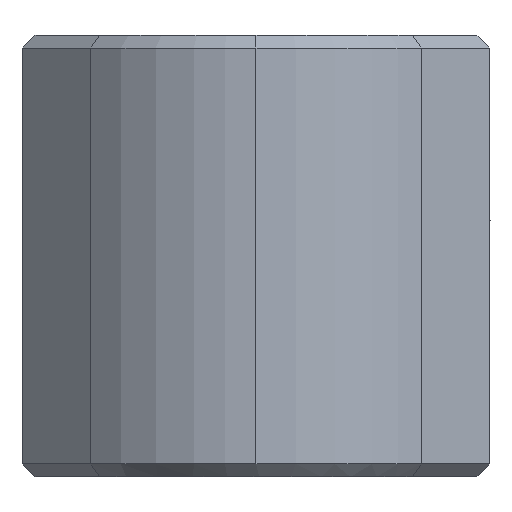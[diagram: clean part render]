
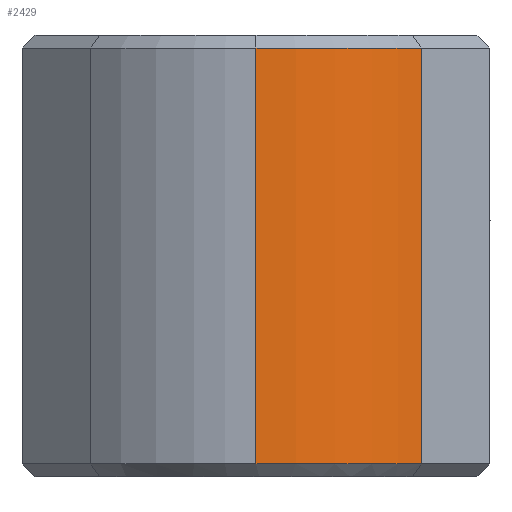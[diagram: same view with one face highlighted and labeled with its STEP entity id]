
A CAD part, left-side view. The second image highlights one B-rep face of the part: STEP entity #2429.
In plain terms, the highlighted free-form (B-spline) face has degree [1, 3] with [2, 4] control points.
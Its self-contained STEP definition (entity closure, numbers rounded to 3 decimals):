
#50 = ORIENTED_EDGE ( 'NONE', *, *, #1445, .F. ) ;
#250 = CARTESIAN_POINT ( 'NONE',  ( -35.228, 11.568, -2.411 ) ) ;
#823 = ORIENTED_EDGE ( 'NONE', *, *, #2553, .T. ) ;
#831 = CARTESIAN_POINT ( 'NONE',  ( -34.302, 9.333, 13.589 ) ) ;
#835 = CARTESIAN_POINT ( 'NONE',  ( -35.228, 11.568, 13.589 ) ) ;
#849 = CARTESIAN_POINT ( 'NONE',  ( -34.302, 9.333, 13.589 ) ) ;
#947 = CARTESIAN_POINT ( 'NONE',  ( -35.228, 13.987, -2.411 ) ) ;
#1028 =( BOUNDED_CURVE ( )  B_SPLINE_CURVE ( 3, ( #3598, #250, #2504, #2802 ),
 .UNSPECIFIED., .F., .F. ) 
 B_SPLINE_CURVE_WITH_KNOTS ( ( 4, 4 ),
 ( -3.927, -3.142 ),
 .UNSPECIFIED. ) 
 CURVE ( )  GEOMETRIC_REPRESENTATION_ITEM ( )  RATIONAL_B_SPLINE_CURVE ( ( 1., 0.949, 0.949, 1. ) ) 
 REPRESENTATION_ITEM ( '' )  );
#1314 = CARTESIAN_POINT ( 'NONE',  ( -32.592, 7.623, -2.411 ) ) ;
#1438 = EDGE_CURVE ( 'NONE', #3544, #2128, #4413, .T. ) ;
#1445 = EDGE_CURVE ( 'NONE', #3125, #3544, #4740, .T. ) ;
#1469 = CARTESIAN_POINT ( 'NONE',  ( -35.228, 13.987, 13.589 ) ) ;
#1538 = EDGE_CURVE ( 'NONE', #4438, #3125, #1825, .T. ) ;
#1788 = CARTESIAN_POINT ( 'NONE',  ( -32.592, 7.623, -2.411 ) ) ;
#1825 = B_SPLINE_CURVE_WITH_KNOTS ( 'NONE', 1,
 ( #3752, #4575 ),
 .UNSPECIFIED., .F., .F.,
 ( 2, 2 ),
 ( -1., 0. ),
 .UNSPECIFIED. ) ;
#1924 = CARTESIAN_POINT ( 'NONE',  ( -32.592, 7.623, 13.589 ) ) ;
#2128 = VERTEX_POINT ( 'NONE', #1788 ) ;
#2400 = CARTESIAN_POINT ( 'NONE',  ( -35.228, 11.568, 13.589 ) ) ;
#2429 = ADVANCED_FACE ( 'NONE', ( #4194 ), #4458, .F. ) ;
#2504 = CARTESIAN_POINT ( 'NONE',  ( -34.302, 9.333, -2.411 ) ) ;
#2553 = EDGE_CURVE ( 'NONE', #4438, #2128, #1028, .T. ) ;
#2571 = CARTESIAN_POINT ( 'NONE',  ( -35.228, 13.987, 13.589 ) ) ;
#2663 = CARTESIAN_POINT ( 'NONE',  ( -32.592, 7.623, 13.589 ) ) ;
#2683 = CARTESIAN_POINT ( 'NONE',  ( -32.592, 7.623, -2.411 ) ) ;
#2802 = CARTESIAN_POINT ( 'NONE',  ( -32.592, 7.623, -2.411 ) ) ;
#2979 = CARTESIAN_POINT ( 'NONE',  ( -32.592, 7.623, 13.589 ) ) ;
#3125 = VERTEX_POINT ( 'NONE', #2571 ) ;
#3544 = VERTEX_POINT ( 'NONE', #3940 ) ;
#3598 = CARTESIAN_POINT ( 'NONE',  ( -35.228, 13.987, -2.411 ) ) ;
#3752 = CARTESIAN_POINT ( 'NONE',  ( -35.228, 13.987, -2.411 ) ) ;
#3821 = EDGE_LOOP ( 'NONE', ( #3895, #823, #4284, #50 ) ) ;
#3895 = ORIENTED_EDGE ( 'NONE', *, *, #1538, .F. ) ;
#3940 = CARTESIAN_POINT ( 'NONE',  ( -32.592, 7.623, 13.589 ) ) ;
#4194 = FACE_OUTER_BOUND ( 'NONE', #3821, .T. ) ;
#4238 = CARTESIAN_POINT ( 'NONE',  ( -35.228, 13.987, 13.589 ) ) ;
#4284 = ORIENTED_EDGE ( 'NONE', *, *, #1438, .F. ) ;
#4413 = B_SPLINE_CURVE_WITH_KNOTS ( 'NONE', 1,
 ( #1924, #2683 ),
 .UNSPECIFIED., .F., .F.,
 ( 2, 2 ),
 ( 0., 1. ),
 .UNSPECIFIED. ) ;
#4438 = VERTEX_POINT ( 'NONE', #4566 ) ;
#4458 =( BOUNDED_SURFACE ( )  B_SPLINE_SURFACE ( 1, 3, ( 
 ( #2663, #831, #2400, #4238 ),
 ( #1314, #4597, #4615, #947 ) ),
 .UNSPECIFIED., .F., .F., .F. ) 
 B_SPLINE_SURFACE_WITH_KNOTS ( ( 2, 2 ),
 ( 4, 4 ),
 ( 0., 1. ),
 ( 0., 1. ),
 .UNSPECIFIED. ) 
 GEOMETRIC_REPRESENTATION_ITEM ( )  RATIONAL_B_SPLINE_SURFACE ( (
 ( 1., 0.949, 0.949, 1.),
 ( 1., 0.949, 0.949, 1.) ) ) 
 REPRESENTATION_ITEM ( '' )  SURFACE ( )  );
#4566 = CARTESIAN_POINT ( 'NONE',  ( -35.228, 13.987, -2.411 ) ) ;
#4575 = CARTESIAN_POINT ( 'NONE',  ( -35.228, 13.987, 13.589 ) ) ;
#4597 = CARTESIAN_POINT ( 'NONE',  ( -34.302, 9.333, -2.411 ) ) ;
#4615 = CARTESIAN_POINT ( 'NONE',  ( -35.228, 11.568, -2.411 ) ) ;
#4740 =( BOUNDED_CURVE ( )  B_SPLINE_CURVE ( 3, ( #1469, #835, #849, #2979 ),
 .UNSPECIFIED., .F., .F. ) 
 B_SPLINE_CURVE_WITH_KNOTS ( ( 4, 4 ),
 ( -3.927, -3.142 ),
 .UNSPECIFIED. ) 
 CURVE ( )  GEOMETRIC_REPRESENTATION_ITEM ( )  RATIONAL_B_SPLINE_CURVE ( ( 1., 0.949, 0.949, 1. ) ) 
 REPRESENTATION_ITEM ( '' )  );
